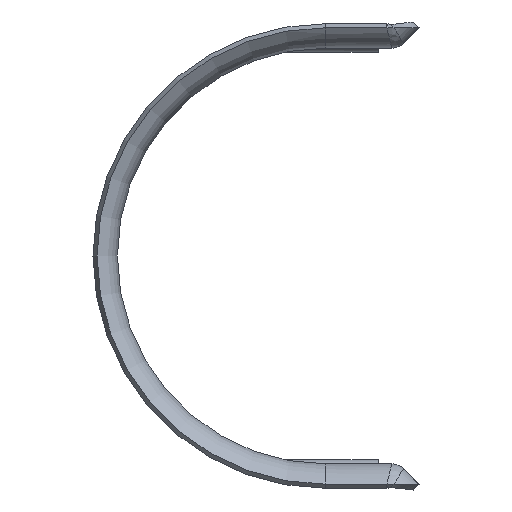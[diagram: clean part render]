
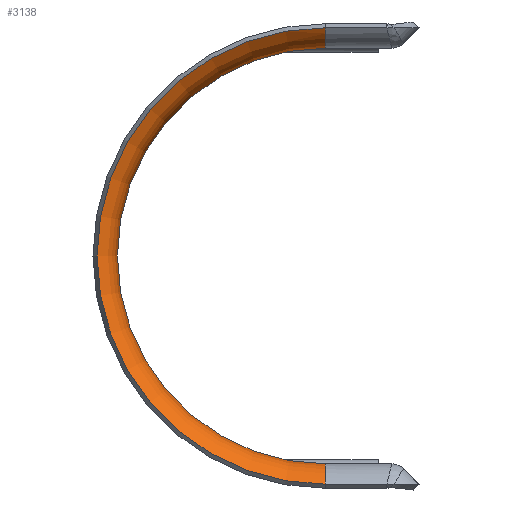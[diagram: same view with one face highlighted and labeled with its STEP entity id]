
A CAD part, left-side view. The second image highlights one B-rep face of the part: STEP entity #3138.
In plain terms, the highlighted toroidal (fillet/blend) face has major radius 30.5 mm and minor radius 5 mm.
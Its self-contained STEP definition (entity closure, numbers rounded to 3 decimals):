
#3 = ORIENTED_EDGE ( 'NONE', *, *, #420, .F. ) ;
#22 = AXIS2_PLACEMENT_3D ( 'NONE', #2346, #1191, #208 ) ;
#113 = ORIENTED_EDGE ( 'NONE', *, *, #3164, .F. ) ;
#185 = EDGE_LOOP ( 'NONE', ( #1491, #1500, #3, #113 ) ) ;
#208 = DIRECTION ( 'NONE',  ( 0., 0., -1. ) ) ;
#326 = AXIS2_PLACEMENT_3D ( 'NONE', #1431, #1443, #1450 ) ;
#420 = EDGE_CURVE ( 'NONE', #1445, #3122, #1810, .T. ) ;
#1009 = VERTEX_POINT ( 'NONE', #3535 ) ;
#1191 = DIRECTION ( 'NONE',  ( 1., 0., 0. ) ) ;
#1340 = CARTESIAN_POINT ( 'NONE',  ( -99.745, 10.5, -28. ) ) ;
#1352 = TOROIDAL_SURFACE ( 'NONE', #2022, 30.5, 5. ) ;
#1431 = CARTESIAN_POINT ( 'NONE',  ( -95.415, 10.5, 30.5 ) ) ;
#1443 = DIRECTION ( 'NONE',  ( 0., -1., 0. ) ) ;
#1445 = VERTEX_POINT ( 'NONE', #3501 ) ;
#1450 = DIRECTION ( 'NONE',  ( 0., 0., -1. ) ) ;
#1479 = CIRCLE ( 'NONE', #2659, 5. ) ;
#1491 = ORIENTED_EDGE ( 'NONE', *, *, #3255, .T. ) ;
#1500 = ORIENTED_EDGE ( 'NONE', *, *, #1850, .T. ) ;
#1753 = VERTEX_POINT ( 'NONE', #1340 ) ;
#1810 = CIRCLE ( 'NONE', #326, 5. ) ;
#1850 = EDGE_CURVE ( 'NONE', #1009, #3122, #3841, .T. ) ;
#1896 = AXIS2_PLACEMENT_3D ( 'NONE', #2683, #2668, #2642 ) ;
#2022 = AXIS2_PLACEMENT_3D ( 'NONE', #2969, #2995, #2806 ) ;
#2098 = DIRECTION ( 'NONE',  ( 0., 0., 1. ) ) ;
#2126 = DIRECTION ( 'NONE',  ( 0., 1., 0. ) ) ;
#2135 = CARTESIAN_POINT ( 'NONE',  ( -95.415, 10.5, -30.5 ) ) ;
#2346 = CARTESIAN_POINT ( 'NONE',  ( -95.415, 10.5, 0. ) ) ;
#2642 = DIRECTION ( 'NONE',  ( 0., 0., -1. ) ) ;
#2659 = AXIS2_PLACEMENT_3D ( 'NONE', #2135, #2126, #2098 ) ;
#2668 = DIRECTION ( 'NONE',  ( 1., 0., 0. ) ) ;
#2683 = CARTESIAN_POINT ( 'NONE',  ( -99.745, 10.5, 0. ) ) ;
#2806 = DIRECTION ( 'NONE',  ( 0., 0., -1. ) ) ;
#2969 = CARTESIAN_POINT ( 'NONE',  ( -95.415, 10.5, 0. ) ) ;
#2995 = DIRECTION ( 'NONE',  ( 1., 0., 0. ) ) ;
#3122 = VERTEX_POINT ( 'NONE', #3831 ) ;
#3138 = ADVANCED_FACE ( 'NONE', ( #3506 ), #1352, .T. ) ;
#3164 = EDGE_CURVE ( 'NONE', #1753, #1445, #3749, .T. ) ;
#3255 = EDGE_CURVE ( 'NONE', #1753, #1009, #1479, .T. ) ;
#3501 = CARTESIAN_POINT ( 'NONE',  ( -99.745, 10.5, 28. ) ) ;
#3506 = FACE_OUTER_BOUND ( 'NONE', #185, .T. ) ;
#3535 = CARTESIAN_POINT ( 'NONE',  ( -95.415, 10.5, -25.5 ) ) ;
#3749 = CIRCLE ( 'NONE', #1896, 28. ) ;
#3831 = CARTESIAN_POINT ( 'NONE',  ( -95.415, 10.5, 25.5 ) ) ;
#3841 = CIRCLE ( 'NONE', #22, 25.5 ) ;
